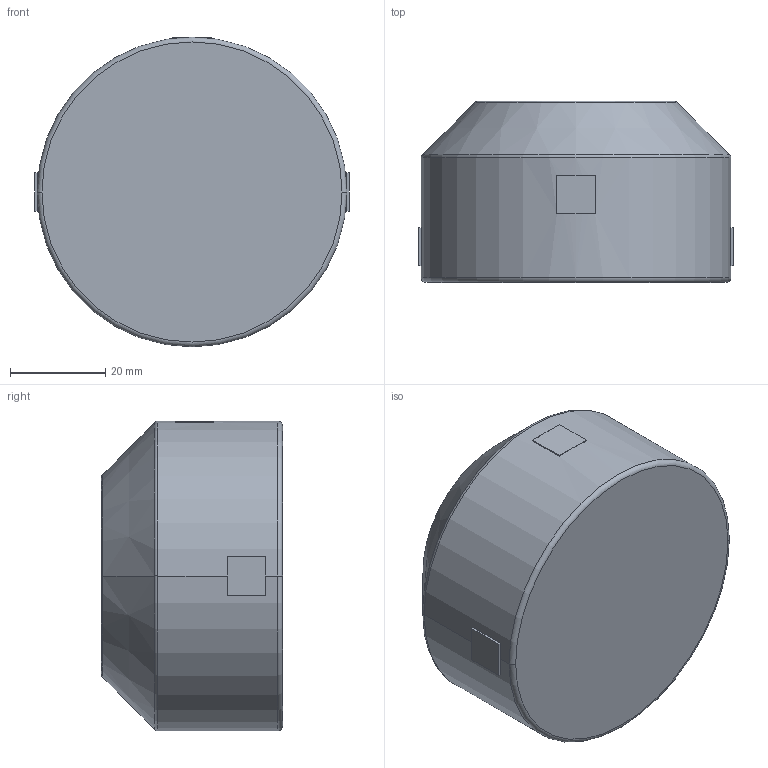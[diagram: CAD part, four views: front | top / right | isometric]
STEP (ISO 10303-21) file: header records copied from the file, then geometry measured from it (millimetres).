
FILE_DESCRIPTION((''),'2;1');
FILE_NAME('BT65A_D201404A','2007-03-08T',('Pepperl+Fuchs'),('Industriehansa'),'PRO/ENGINEER BY PARAMETRIC TECHNOLOGY CORPORATION, 2005290','PRO/ENGINEER BY PARAMETRIC TECHNOLOGY CORPORATION, 2005290','');
FILE_SCHEMA(('AUTOMOTIVE_DESIGN_CC2 { 1 2 10303 214 -1 1 5 2 }'));
Length unit declared in the file: millimetre
Products named in the file (1): BT65A_D201404A
Bounding box: 66 x 38 x 65 mm (x, y, z)
Volume: 114307.4 mm3; surface area: 13047.5 mm2
Topology: 3 solids, 3 shells, 31 faces, 63 edges, 40 vertices
Faces by surface type: plane 21, torus 6, cylinder 2, cone 2
Entity records: 1197 total; most frequent: DIRECTION 149, CARTESIAN_POINT 133, ORIENTED_EDGE 124, PRESENTATION_STYLE_ASSIGNMENT 83, STYLED_ITEM 66, CURVE_STYLE 63, EDGE_CURVE 62, AXIS2_PLACEMENT_3D 54
